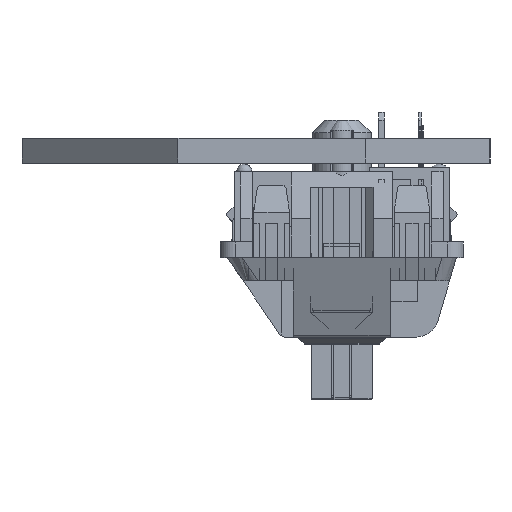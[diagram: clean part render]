
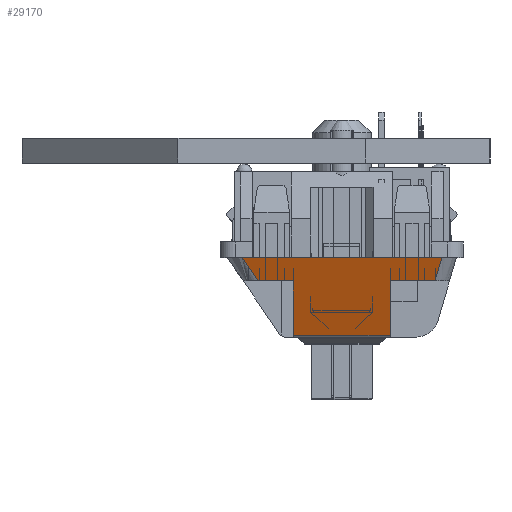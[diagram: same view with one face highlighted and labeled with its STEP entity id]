
A CAD part, left-side view. The second image highlights one B-rep face of the part: STEP entity #29170.
In plain terms, the highlighted free-form (B-spline) face has degree [1, 1] with [2, 2] control points.
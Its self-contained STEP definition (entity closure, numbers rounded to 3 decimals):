
#27038 = VERTEX_POINT('',#27039);
#27039 = CARTESIAN_POINT('',(-7.35,6.42,6.));
#27069 = EDGE_CURVE('',#27038,#27070,#27072,.T.);
#27070 = VERTEX_POINT('',#27071);
#27071 = CARTESIAN_POINT('',(-7.35,-6.398,6.));
#27072 = LINE('',#27073,#27074);
#27073 = CARTESIAN_POINT('',(-7.35,7.35,6.));
#27074 = VECTOR('',#27075,1.);
#27075 = DIRECTION('',(0.,-1.,0.));
#27802 = VERTEX_POINT('',#27803);
#27803 = CARTESIAN_POINT('',(-6.732,5.978,7.5));
#27833 = EDGE_CURVE('',#27802,#27038,#27834,.T.);
#27834 = B_SPLINE_CURVE_WITH_KNOTS('',3,(#27835,#27836,#27837,#27838,
    #27839,#27840,#27841,#27842),.UNSPECIFIED.,.F.,.F.,(4,2,2,4),(
    -0.458,-0.355,1.437,1.54),
  .UNSPECIFIED.);
#27835 = CARTESIAN_POINT('',(-6.654,5.922,
    7.69));
#27836 = CARTESIAN_POINT('',(-6.667,5.931,
    7.66));
#27837 = CARTESIAN_POINT('',(-6.679,5.94,
    7.629));
#27838 = CARTESIAN_POINT('',(-6.911,6.106,
    7.066));
#27839 = CARTESIAN_POINT('',(-7.131,6.263,
    6.533));
#27840 = CARTESIAN_POINT('',(-7.363,6.429,5.969));
#27841 = CARTESIAN_POINT('',(-7.375,6.438,5.939));
#27842 = CARTESIAN_POINT('',(-7.388,6.447,5.908));
#28005 = VERTEX_POINT('',#28006);
#28006 = CARTESIAN_POINT('',(-6.732,3.1,7.5));
#28012 = EDGE_CURVE('',#27802,#28005,#28013,.T.);
#28013 = B_SPLINE_CURVE_WITH_KNOTS('',1,(#28014,#28015),.UNSPECIFIED.,
  .F.,.F.,(2,2),(0.,1.),.PIECEWISE_BEZIER_KNOTS.);
#28014 = CARTESIAN_POINT('',(-6.732,6.909,7.5));
#28015 = CARTESIAN_POINT('',(-6.732,3.1,7.5));
#29102 = VERTEX_POINT('',#29103);
#29103 = CARTESIAN_POINT('',(-6.732,-5.369,7.5));
#29135 = EDGE_CURVE('',#29102,#27070,#29136,.T.);
#29136 = B_SPLINE_CURVE_WITH_KNOTS('',3,(#29137,#29138,#29139,#29140,
    #29141,#29142,#29143,#29144),.UNSPECIFIED.,.F.,.F.,(4,2,2,4),(
    -0.627,-0.51,1.648,1.766),
  .UNSPECIFIED.);
#29137 = CARTESIAN_POINT('',(-6.695,-5.306,7.592));
#29138 = CARTESIAN_POINT('',(-6.707,-5.327,7.561));
#29139 = CARTESIAN_POINT('',(-6.72,-5.348,7.531));
#29140 = CARTESIAN_POINT('',(-6.964,-5.755,
    6.938));
#29141 = CARTESIAN_POINT('',(-7.195,-6.14,
    6.377));
#29142 = CARTESIAN_POINT('',(-7.439,-6.546,
    5.784));
#29143 = CARTESIAN_POINT('',(-7.451,-6.567,
    5.754));
#29144 = CARTESIAN_POINT('',(-7.464,-6.588,
    5.723));
#29170 = ADVANCED_FACE('',(#29171),#29234,.T.);
#29171 = FACE_BOUND('',#29172,.T.);
#29172 = EDGE_LOOP('',(#29173,#29174,#29175,#29176,#29177,#29184,#29207,
    #29217));
#29173 = ORIENTED_EDGE('',*,*,#28012,.F.);
#29174 = ORIENTED_EDGE('',*,*,#27833,.T.);
#29175 = ORIENTED_EDGE('',*,*,#27069,.T.);
#29176 = ORIENTED_EDGE('',*,*,#29135,.F.);
#29177 = ORIENTED_EDGE('',*,*,#29178,.F.);
#29178 = EDGE_CURVE('',#29179,#29102,#29181,.T.);
#29179 = VERTEX_POINT('',#29180);
#29180 = CARTESIAN_POINT('',(-6.732,-3.1,7.5));
#29181 = B_SPLINE_CURVE_WITH_KNOTS('',1,(#29182,#29183),.UNSPECIFIED.,
  .F.,.F.,(2,2),(0.,1.),.PIECEWISE_BEZIER_KNOTS.);
#29182 = CARTESIAN_POINT('',(-6.732,-3.1,7.5));
#29183 = CARTESIAN_POINT('',(-6.732,-6.321,7.5));
#29184 = ORIENTED_EDGE('',*,*,#29185,.F.);
#29185 = EDGE_CURVE('',#29186,#29179,#29188,.T.);
#29186 = VERTEX_POINT('',#29187);
#29187 = CARTESIAN_POINT('',(-5.301,-3.1,
    10.976));
#29188 = B_SPLINE_CURVE_WITH_KNOTS('',5,(#29189,#29190,#29191,#29192,
    #29193,#29194,#29195,#29196,#29197,#29198,#29199,#29200,#29201,
    #29202,#29203,#29204,#29205,#29206),.UNSPECIFIED.,.F.,.F.,(6,4,4,4,6
    ),(0.,0.273,0.525,0.767,1.),
  .UNSPECIFIED.);
#29189 = CARTESIAN_POINT('',(-5.25,-3.1,11.1));
#29190 = CARTESIAN_POINT('',(-5.351,-3.1,10.855));
#29191 = CARTESIAN_POINT('',(-5.454,-3.1,10.605));
#29192 = CARTESIAN_POINT('',(-5.56,-3.1,10.348));
#29193 = CARTESIAN_POINT('',(-5.667,-3.1,10.086));
#29194 = CARTESIAN_POINT('',(-5.879,-3.1,9.572));
#29195 = CARTESIAN_POINT('',(-5.983,-3.1,9.32));
#29196 = CARTESIAN_POINT('',(-6.088,-3.1,9.065));
#29197 = CARTESIAN_POINT('',(-6.195,-3.1,8.806));
#29198 = CARTESIAN_POINT('',(-6.406,-3.1,8.294));
#29199 = CARTESIAN_POINT('',(-6.51,-3.1,8.041));
#29200 = CARTESIAN_POINT('',(-6.615,-3.1,7.785));
#29201 = CARTESIAN_POINT('',(-6.721,-3.1,7.528));
#29202 = CARTESIAN_POINT('',(-6.931,-3.1,7.018));
#29203 = CARTESIAN_POINT('',(-7.035,-3.1,6.766));
#29204 = CARTESIAN_POINT('',(-7.139,-3.1,6.512));
#29205 = CARTESIAN_POINT('',(-7.244,-3.1,6.257));
#29206 = CARTESIAN_POINT('',(-7.35,-3.1,6.));
#29207 = ORIENTED_EDGE('',*,*,#29208,.T.);
#29208 = EDGE_CURVE('',#29186,#29209,#29211,.T.);
#29209 = VERTEX_POINT('',#29210);
#29210 = CARTESIAN_POINT('',(-5.301,3.1,
    10.976));
#29211 = B_SPLINE_CURVE_WITH_KNOTS('',2,(#29212,#29213,#29214,#29215,
    #29216),.UNSPECIFIED.,.F.,.F.,(3,1,1,3),(-0.379,
    0.,6.2,6.579),.UNSPECIFIED.);
#29212 = CARTESIAN_POINT('',(-5.301,-3.479,
    10.976));
#29213 = CARTESIAN_POINT('',(-5.301,-3.29,
    10.976));
#29214 = CARTESIAN_POINT('',(-5.301,0.,
    10.976));
#29215 = CARTESIAN_POINT('',(-5.301,3.29,
    10.976));
#29216 = CARTESIAN_POINT('',(-5.301,3.479,
    10.976));
#29217 = ORIENTED_EDGE('',*,*,#29218,.T.);
#29218 = EDGE_CURVE('',#29209,#28005,#29219,.T.);
#29219 = B_SPLINE_CURVE_WITH_KNOTS('',5,(#29220,#29221,#29222,#29223,
    #29224,#29225,#29226,#29227,#29228,#29229,#29230,#29231,#29232,
    #29233),.UNSPECIFIED.,.F.,.F.,(6,4,4,6),(0.,0.336,
    0.861,1.),.UNSPECIFIED.);
#29220 = CARTESIAN_POINT('',(-5.25,3.1,11.1));
#29221 = CARTESIAN_POINT('',(-5.391,3.1,10.757));
#29222 = CARTESIAN_POINT('',(-5.532,3.1,10.415));
#29223 = CARTESIAN_POINT('',(-5.673,3.1,10.072));
#29224 = CARTESIAN_POINT('',(-5.814,3.1,9.729));
#29225 = CARTESIAN_POINT('',(-6.176,3.1,8.851));
#29226 = CARTESIAN_POINT('',(-6.397,3.1,8.315));
#29227 = CARTESIAN_POINT('',(-6.617,3.1,7.78));
#29228 = CARTESIAN_POINT('',(-6.838,3.1,7.244));
#29229 = CARTESIAN_POINT('',(-7.116,3.1,6.567));
#29230 = CARTESIAN_POINT('',(-7.175,3.1,6.425));
#29231 = CARTESIAN_POINT('',(-7.233,3.1,6.284));
#29232 = CARTESIAN_POINT('',(-7.292,3.1,6.142));
#29233 = CARTESIAN_POINT('',(-7.35,3.1,6.));
#29234 = B_SPLINE_SURFACE_WITH_KNOTS('',1,1,(
    (#29235,#29236)
    ,(#29237,#29238
    )),.UNSPECIFIED.,.F.,.F.,.F.,(2,2),(2,2),(-14.7,0.),(0.,1.),
  .PIECEWISE_BEZIER_KNOTS.);
#29235 = CARTESIAN_POINT('',(-5.25,-3.85,11.1));
#29236 = CARTESIAN_POINT('',(-7.35,-7.35,6.));
#29237 = CARTESIAN_POINT('',(-5.25,5.85,11.1));
#29238 = CARTESIAN_POINT('',(-7.35,7.35,6.));
